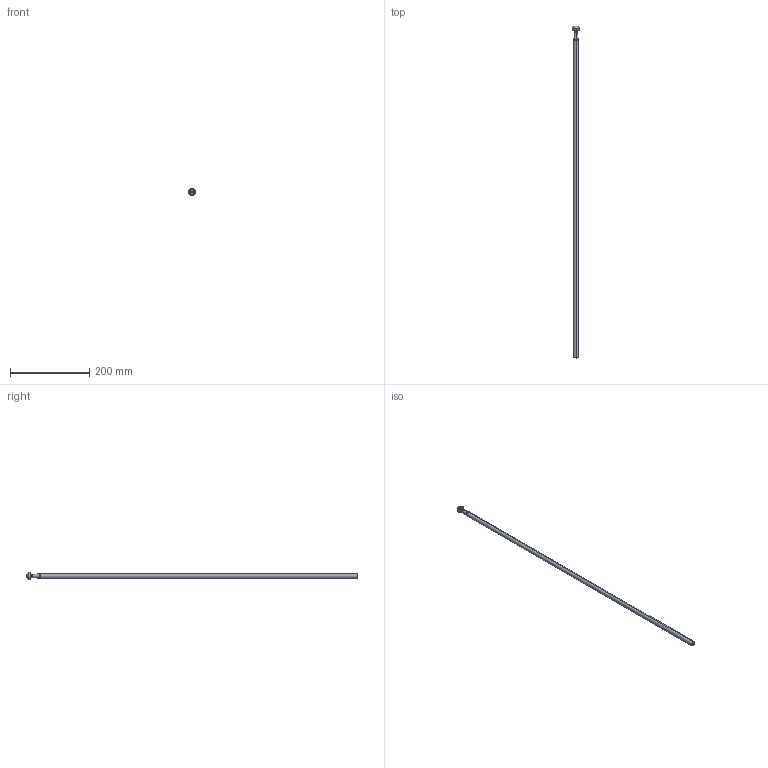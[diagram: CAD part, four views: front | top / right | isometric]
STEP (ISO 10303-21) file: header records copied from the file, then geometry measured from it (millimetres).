
FILE_DESCRIPTION (( 'STEP AP203' ), '1' );
FILE_NAME ('1647-VA.step', '2015-09-17T14:46:51', ( '' ), ( '' ), 'SwSTEP 2.0', 'SolidWorks 2015', '' );
FILE_SCHEMA (( 'CONFIG_CONTROL_DESIGN' ));
Length unit declared in the file: millimetre
Products named in the file (1): 1647-VA
Bounding box: 18.49 x 840 x 18.49 mm (x, y, z)
Volume: 94821.8 mm3; surface area: 31932.3 mm2
Topology: 1 solids, 1 shells, 199 faces, 517 edges, 341 vertices
Faces by surface type: plane 126, bspline 57, torus 8, cone 4, sphere 2, cylinder 2
Entity records: 8858 total; most frequent: CARTESIAN_POINT 4267, ORIENTED_EDGE 1034, DIRECTION 717, EDGE_CURVE 517, VECTOR 375, LINE 375, VERTEX_POINT 341, EDGE_LOOP 220
